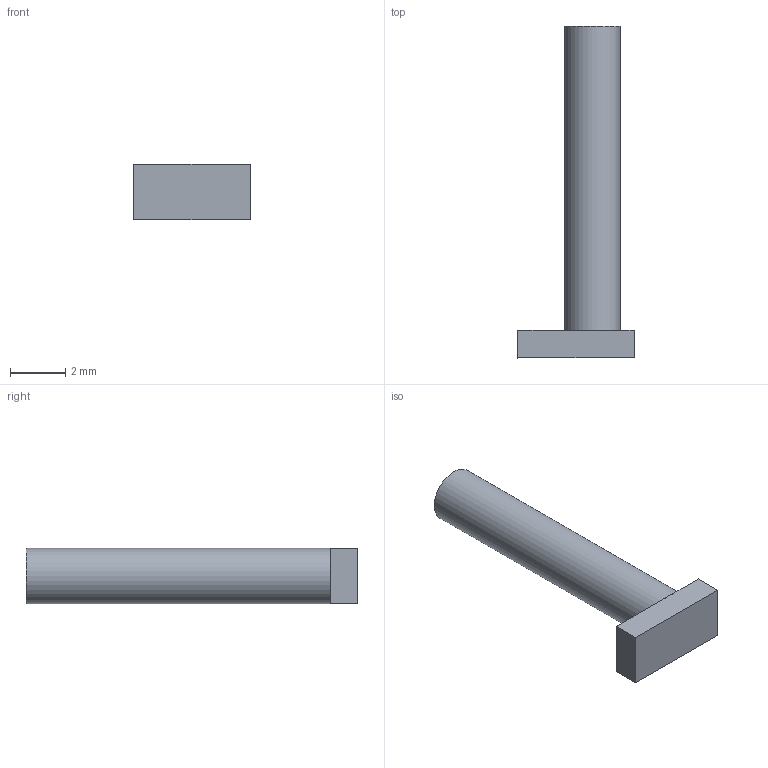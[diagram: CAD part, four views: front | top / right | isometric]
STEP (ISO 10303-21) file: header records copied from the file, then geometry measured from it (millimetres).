
FILE_DESCRIPTION(/* description */ (''),/* implementation_level */ '2;1');
FILE_NAME(/* name */ 'Mod_head_pole_long v3.step',/* time_stamp */ '2022-07-08T12:27:57+01:00',/* author */ (''),/* organization */ (''),/* preprocessor_version */ 'ST-DEVELOPER v19',/* originating_system */ 'Autodesk Translation Framework v11.7.0.108',/* authorisation */ '');
FILE_SCHEMA (('AUTOMOTIVE_DESIGN { 1 0 10303 214 3 1 1 }'));
Length unit declared in the file: millimetre
Products named in the file (1): Mod_head_pole_long
Bounding box: 4.2 x 12 x 2 mm (x, y, z)
Volume: 43 mm3; surface area: 98.3 mm2
Topology: 1 solids, 1 shells, 9 faces, 19 edges, 12 vertices
Faces by surface type: plane 8, cylinder 1
Full cylindrical faces by diameter (mm): 2 x1
Entity records: 281 total; most frequent: DIRECTION 43, CARTESIAN_POINT 41, ORIENTED_EDGE 38, EDGE_CURVE 19, LINE 15, VECTOR 15, AXIS2_PLACEMENT_3D 14, VERTEX_POINT 12
